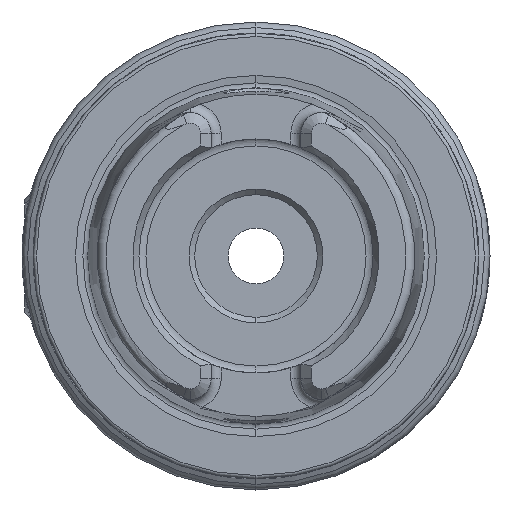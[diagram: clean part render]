
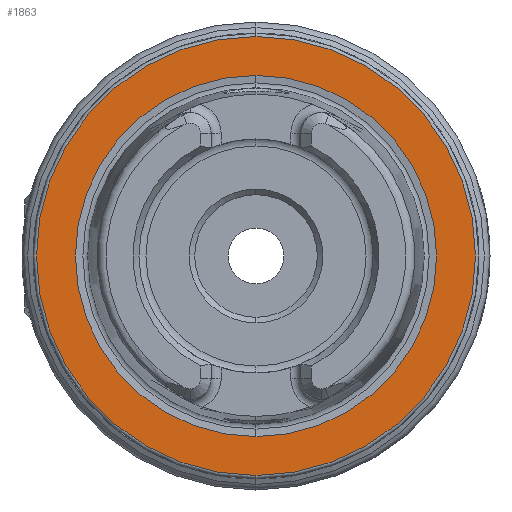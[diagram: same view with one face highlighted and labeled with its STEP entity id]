
A CAD part, left-side view. The second image highlights one B-rep face of the part: STEP entity #1863.
In plain terms, the highlighted planar face has unit normal (-1, 0, 0).
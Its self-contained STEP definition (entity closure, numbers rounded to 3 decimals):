
#300 = DIRECTION ( 'NONE',  ( 0., 0., -1. ) ) ;
#565 = CIRCLE ( 'NONE', #1881, 16.207 ) ;
#863 = CARTESIAN_POINT ( 'NONE',  ( 0., 0., 16.207 ) ) ;
#1025 = CARTESIAN_POINT ( 'NONE',  ( 0., 0., 19.7 ) ) ;
#1084 = ORIENTED_EDGE ( 'NONE', *, *, #5149, .T. ) ;
#1128 = CARTESIAN_POINT ( 'NONE',  ( 0., 0., -19.7 ) ) ;
#1294 = CARTESIAN_POINT ( 'NONE',  ( 0., 0., 0. ) ) ;
#1863 = ADVANCED_FACE ( 'NONE', ( #5638, #4181 ), #7804, .F. ) ;
#1881 = AXIS2_PLACEMENT_3D ( 'NONE', #1294, #5694, #1925 ) ;
#1925 = DIRECTION ( 'NONE',  ( 0., 0., 1. ) ) ;
#2064 = DIRECTION ( 'NONE',  ( -1., 0., 0. ) ) ;
#2105 = CIRCLE ( 'NONE', #7687, 19.7 ) ;
#2692 = CIRCLE ( 'NONE', #2813, 16.207 ) ;
#2755 = EDGE_CURVE ( 'NONE', #3819, #5614, #2692, .T. ) ;
#2813 = AXIS2_PLACEMENT_3D ( 'NONE', #5838, #2064, #6472 ) ;
#3041 = DIRECTION ( 'NONE',  ( -1., 0., 0. ) ) ;
#3751 = CARTESIAN_POINT ( 'NONE',  ( 0., 0., 0. ) ) ;
#3819 = VERTEX_POINT ( 'NONE', #863 ) ;
#3829 = CARTESIAN_POINT ( 'NONE',  ( 0., 0., -16.207 ) ) ;
#4112 = DIRECTION ( 'NONE',  ( 1., 0., 0. ) ) ;
#4155 = EDGE_LOOP ( 'NONE', ( #5545, #1084 ) ) ;
#4181 = FACE_OUTER_BOUND ( 'NONE', #4155, .T. ) ;
#4400 = DIRECTION ( 'NONE',  ( 0., 0., 1. ) ) ;
#4463 = AXIS2_PLACEMENT_3D ( 'NONE', #4660, #4112, #300 ) ;
#4660 = CARTESIAN_POINT ( 'NONE',  ( 0., 19.7, 0. ) ) ;
#5002 = ORIENTED_EDGE ( 'NONE', *, *, #7020, .F. ) ;
#5073 = EDGE_CURVE ( 'NONE', #5932, #6072, #7093, .T. ) ;
#5149 = EDGE_CURVE ( 'NONE', #6072, #5932, #2105, .T. ) ;
#5286 = ORIENTED_EDGE ( 'NONE', *, *, #2755, .F. ) ;
#5545 = ORIENTED_EDGE ( 'NONE', *, *, #5073, .T. ) ;
#5614 = VERTEX_POINT ( 'NONE', #3829 ) ;
#5638 = FACE_BOUND ( 'NONE', #5673, .T. ) ;
#5673 = EDGE_LOOP ( 'NONE', ( #5286, #5002 ) ) ;
#5694 = DIRECTION ( 'NONE',  ( -1., 0., 0. ) ) ;
#5838 = CARTESIAN_POINT ( 'NONE',  ( 0., 0., 0. ) ) ;
#5932 = VERTEX_POINT ( 'NONE', #1025 ) ;
#6072 = VERTEX_POINT ( 'NONE', #1128 ) ;
#6472 = DIRECTION ( 'NONE',  ( 0., 0., 1. ) ) ;
#6771 = CARTESIAN_POINT ( 'NONE',  ( 0., 0., 0. ) ) ;
#6870 = AXIS2_PLACEMENT_3D ( 'NONE', #6771, #3041, #7390 ) ;
#7020 = EDGE_CURVE ( 'NONE', #5614, #3819, #565, .T. ) ;
#7093 = CIRCLE ( 'NONE', #6870, 19.7 ) ;
#7390 = DIRECTION ( 'NONE',  ( 0., 0., 1. ) ) ;
#7687 = AXIS2_PLACEMENT_3D ( 'NONE', #3751, #8079, #4400 ) ;
#7804 = PLANE ( 'NONE',  #4463 ) ;
#8079 = DIRECTION ( 'NONE',  ( -1., 0., 0. ) ) ;
